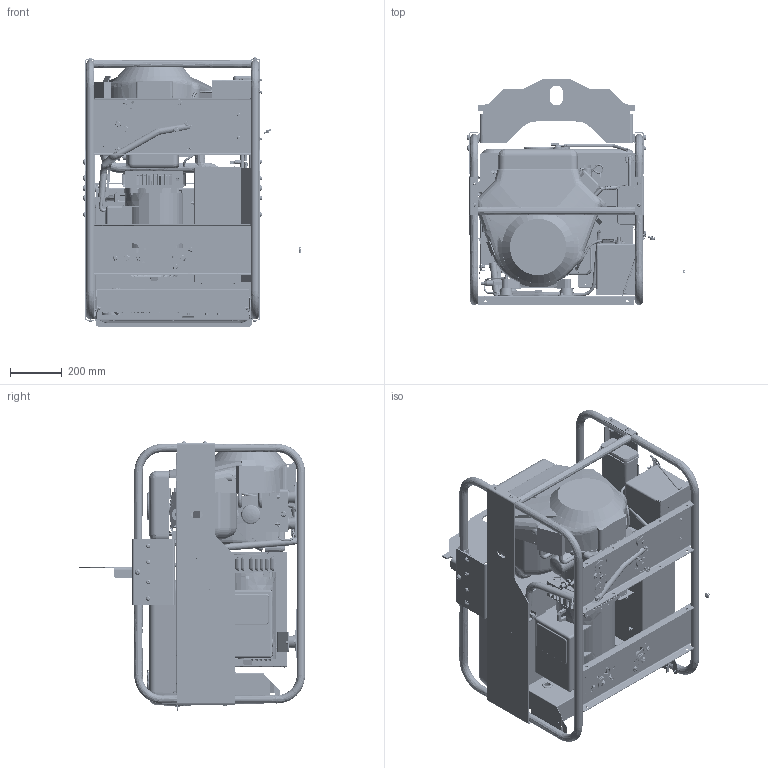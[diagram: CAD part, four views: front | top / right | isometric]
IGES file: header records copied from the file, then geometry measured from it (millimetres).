
Start section: SolidWorks IGES file using analytic representation for surfaces
Global section: file name: 24018-002STEP  WL18000VE.IGS; native system: SolidWorks 2017; preprocessor: SolidWorks 2017; author: dcall; date: 181006.094302; units: inch
Bounding box: 841.49 x 869.96 x 1036.32 mm (x, y, z)
Surface area: 10236553.5 mm2 (no closed solid volume)
Topology: 0 solids, 0 shells, 9175 faces, 133940 edges, 133892 vertices
Faces by surface type: bspline 6272, revolution 2903
